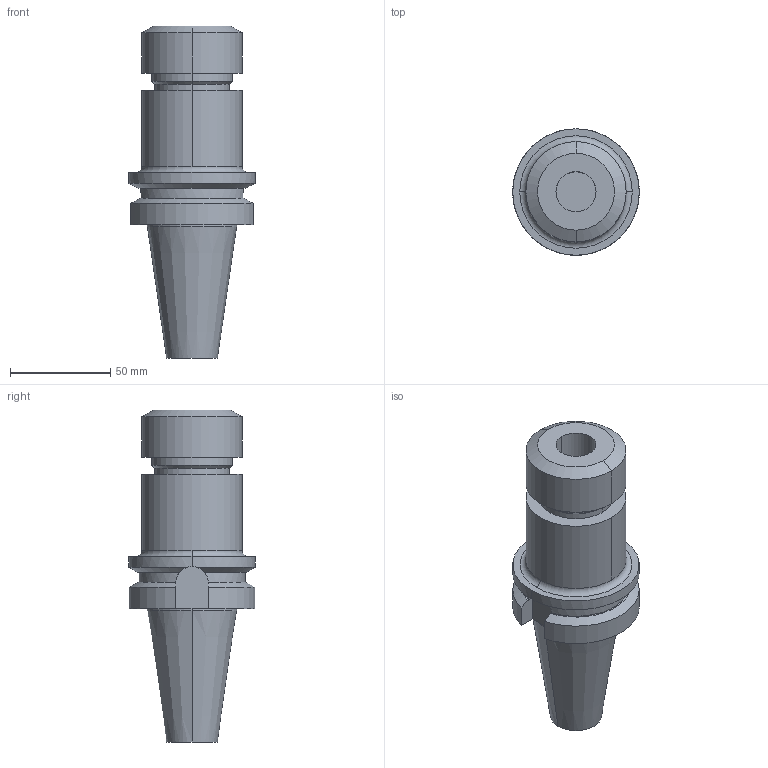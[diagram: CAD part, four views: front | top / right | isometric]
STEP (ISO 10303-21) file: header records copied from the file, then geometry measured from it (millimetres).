
FILE_DESCRIPTION (( 'STEP AP203' ), '1' );
FILE_NAME ('STP-26.122.32.100.STEP', '2019-09-18T05:51:28', ( '' ), ( '' ), 'SwSTEP 2.0', 'SolidWorks 2017', '' );
FILE_SCHEMA (( 'CONFIG_CONTROL_DESIGN' ));
Length unit declared in the file: millimetre
Products named in the file (1): STP-26.122.32.100
Bounding box: 63 x 63 x 165.4 mm (x, y, z)
Volume: 250066.9 mm3; surface area: 35821.8 mm2
Topology: 1 solids, 1 shells, 60 faces, 142 edges, 90 vertices
Faces by surface type: cylinder 27, plane 19, cone 12, torus 2
Entity records: 1872 total; most frequent: CARTESIAN_POINT 397, DIRECTION 307, ORIENTED_EDGE 280, EDGE_CURVE 140, AXIS2_PLACEMENT_3D 126, VERTEX_POINT 90, EDGE_LOOP 68, CIRCLE 65
